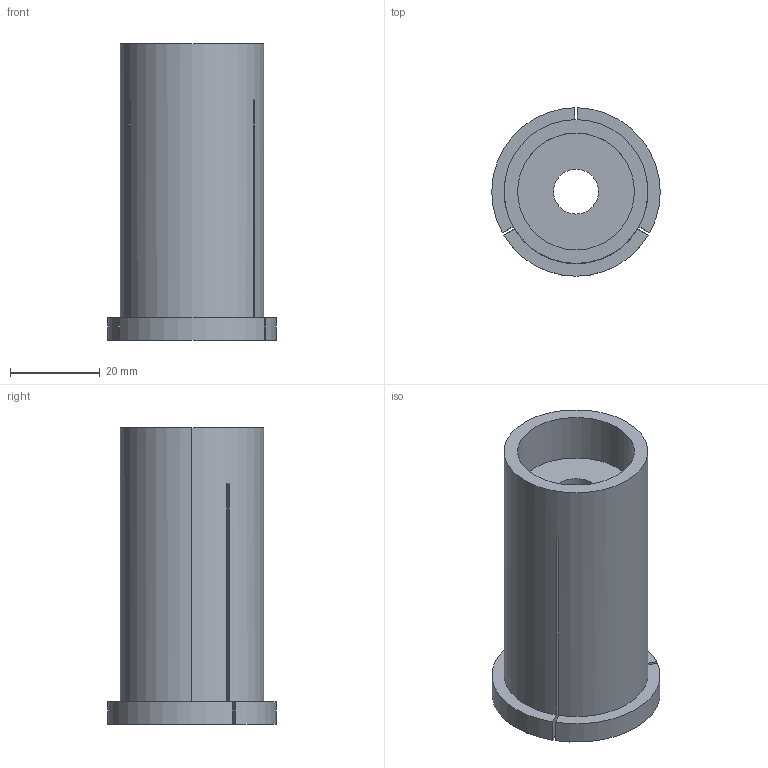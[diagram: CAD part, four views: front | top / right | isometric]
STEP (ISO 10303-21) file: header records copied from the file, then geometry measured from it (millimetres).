
FILE_DESCRIPTION (( 'STEP AP203' ), '1' );
FILE_NAME ('STP-19466-16.STEP', '2019-08-14T07:17:40', ( '' ), ( '' ), 'SwSTEP 2.0', 'SolidWorks 2017', '' );
FILE_SCHEMA (( 'CONFIG_CONTROL_DESIGN' ));
Length unit declared in the file: millimetre
Products named in the file (1): STP-19466-16
Bounding box: 37.5 x 37.5 x 66 mm (x, y, z)
Volume: 37007.6 mm3; surface area: 16251 mm2
Topology: 2 solids, 2 shells, 43 faces, 135 edges, 90 vertices
Faces by surface type: cylinder 24, plane 19
Entity records: 1633 total; most frequent: CARTESIAN_POINT 299, DIRECTION 271, ORIENTED_EDGE 270, EDGE_CURVE 135, AXIS2_PLACEMENT_3D 101, VERTEX_POINT 90, LINE 69, VECTOR 69
